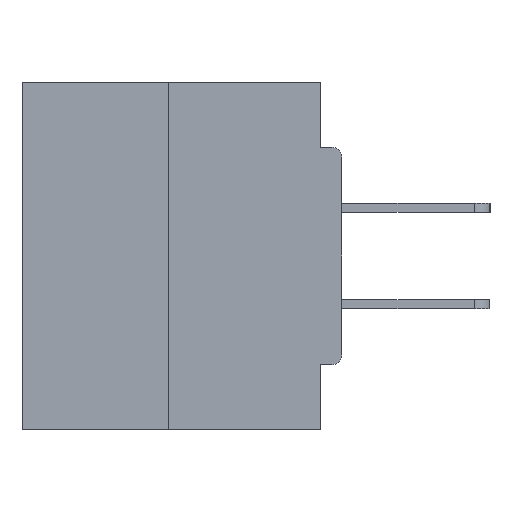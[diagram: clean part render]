
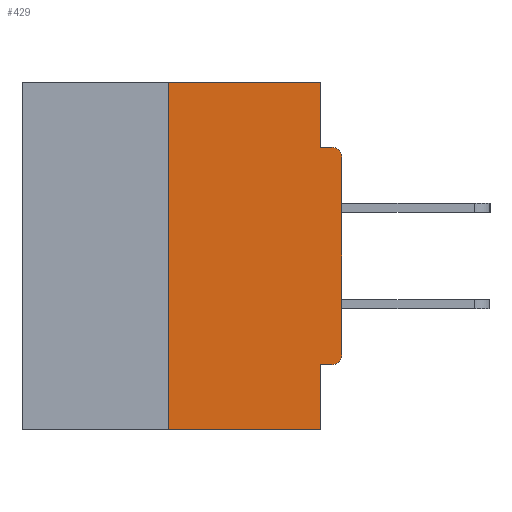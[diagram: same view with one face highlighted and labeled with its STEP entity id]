
A CAD part, left-side view. The second image highlights one B-rep face of the part: STEP entity #429.
In plain terms, the highlighted planar face has unit normal (-1, 0, 0).
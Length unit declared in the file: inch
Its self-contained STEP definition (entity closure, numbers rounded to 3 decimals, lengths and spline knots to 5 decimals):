
#46 = VERTEX_POINT ( 'NONE', #19997 ) ;
#429 = ADVANCED_FACE ( 'NONE', ( #3316 ), #28945, .F. ) ;
#609 = EDGE_CURVE ( 'NONE', #28853, #17754, #5739, .T. ) ;
#923 = CARTESIAN_POINT ( 'NONE',  ( 0., 0.015, -0.0935 ) ) ;
#1337 = DIRECTION ( 'NONE',  ( 0., -1., 0. ) ) ;
#1462 = LINE ( 'NONE', #25622, #12367 ) ;
#1468 = AXIS2_PLACEMENT_3D ( 'NONE', #21536, #11125, #18655 ) ;
#1651 = ORIENTED_EDGE ( 'NONE', *, *, #7396, .F. ) ;
#2464 = LINE ( 'NONE', #22652, #7325 ) ;
#2509 = DIRECTION ( 'NONE',  ( 0., 0., -1. ) ) ;
#3316 = FACE_OUTER_BOUND ( 'NONE', #12983, .T. ) ;
#3927 = DIRECTION ( 'NONE',  ( -1., 0., 0. ) ) ;
#4374 = AXIS2_PLACEMENT_3D ( 'NONE', #17743, #28147, #22632 ) ;
#5224 = ORIENTED_EDGE ( 'NONE', *, *, #12465, .F. ) ;
#5739 = LINE ( 'NONE', #29401, #28585 ) ;
#6694 = VECTOR ( 'NONE', #7781, 39.37008 ) ;
#7325 = VECTOR ( 'NONE', #25242, 39.37008 ) ;
#7396 = EDGE_CURVE ( 'NONE', #12391, #17754, #23521, .T. ) ;
#7418 = VERTEX_POINT ( 'NONE', #11756 ) ;
#7781 = DIRECTION ( 'NONE',  ( 0., -1., 0. ) ) ;
#7863 = EDGE_CURVE ( 'NONE', #28853, #7418, #29523, .T. ) ;
#8208 = AXIS2_PLACEMENT_3D ( 'NONE', #24296, #3927, #19056 ) ;
#8503 = DIRECTION ( 'NONE',  ( 0., 0., -1. ) ) ;
#8675 = VECTOR ( 'NONE', #9651, 39.37008 ) ;
#9651 = DIRECTION ( 'NONE',  ( 0., 0., 1. ) ) ;
#10035 = CARTESIAN_POINT ( 'NONE',  ( 0., 0., -0.1085 ) ) ;
#10862 = ORIENTED_EDGE ( 'NONE', *, *, #20372, .F. ) ;
#10956 = ORIENTED_EDGE ( 'NONE', *, *, #16857, .T. ) ;
#11125 = DIRECTION ( 'NONE',  ( 1., 0., 0. ) ) ;
#11367 = ORIENTED_EDGE ( 'NONE', *, *, #7863, .F. ) ;
#11756 = CARTESIAN_POINT ( 'NONE',  ( 0., 0.25, 0. ) ) ;
#11781 = CIRCLE ( 'NONE', #8208, 0.015 ) ;
#12367 = VECTOR ( 'NONE', #18126, 39.37008 ) ;
#12391 = VERTEX_POINT ( 'NONE', #22570 ) ;
#12465 = EDGE_CURVE ( 'NONE', #18416, #14039, #1462, .T. ) ;
#12983 = EDGE_LOOP ( 'NONE', ( #21508, #11367, #15343, #1651, #10862, #27726, #10956, #29883, #5224, #14369 ) ) ;
#14039 = VERTEX_POINT ( 'NONE', #923 ) ;
#14369 = ORIENTED_EDGE ( 'NONE', *, *, #25042, .F. ) ;
#14434 = CARTESIAN_POINT ( 'NONE',  ( 0., 0.46, 0. ) ) ;
#14708 = LINE ( 'NONE', #14434, #6694 ) ;
#15343 = ORIENTED_EDGE ( 'NONE', *, *, #609, .T. ) ;
#15778 = VECTOR ( 'NONE', #2509, 39.37008 ) ;
#16102 = EDGE_CURVE ( 'NONE', #17800, #33145, #24770, .T. ) ;
#16414 = CARTESIAN_POINT ( 'NONE',  ( 0., 0.015, -0.4065 ) ) ;
#16857 = EDGE_CURVE ( 'NONE', #33145, #29484, #32792, .T. ) ;
#17743 = CARTESIAN_POINT ( 'NONE',  ( 0., 0.015, -0.3915 ) ) ;
#17754 = VERTEX_POINT ( 'NONE', #28948 ) ;
#17800 = VERTEX_POINT ( 'NONE', #16414 ) ;
#17853 = DIRECTION ( 'NONE',  ( 0., 0., 1. ) ) ;
#17963 = CARTESIAN_POINT ( 'NONE',  ( 0., 0., 0. ) ) ;
#18126 = DIRECTION ( 'NONE',  ( 0., -1., 0. ) ) ;
#18332 = VECTOR ( 'NONE', #17853, 39.37008 ) ;
#18416 = VERTEX_POINT ( 'NONE', #24364 ) ;
#18655 = DIRECTION ( 'NONE',  ( 0., 0., -1. ) ) ;
#19056 = DIRECTION ( 'NONE',  ( 0., 0., -1. ) ) ;
#19997 = CARTESIAN_POINT ( 'NONE',  ( 0., 0.031, 0. ) ) ;
#20372 = EDGE_CURVE ( 'NONE', #17800, #12391, #2464, .T. ) ;
#21508 = ORIENTED_EDGE ( 'NONE', *, *, #27660, .F. ) ;
#21536 = CARTESIAN_POINT ( 'NONE',  ( 0., 0.46, 0. ) ) ;
#22290 = CARTESIAN_POINT ( 'NONE',  ( 0., 0.25, 0. ) ) ;
#22570 = CARTESIAN_POINT ( 'NONE',  ( 0., 0.031, -0.4065 ) ) ;
#22632 = DIRECTION ( 'NONE',  ( 0., 0., -1. ) ) ;
#22652 = CARTESIAN_POINT ( 'NONE',  ( 0., 0., -0.4065 ) ) ;
#23521 = LINE ( 'NONE', #29128, #33174 ) ;
#24296 = CARTESIAN_POINT ( 'NONE',  ( 0., 0.015, -0.1085 ) ) ;
#24364 = CARTESIAN_POINT ( 'NONE',  ( 0., 0.031, -0.0935 ) ) ;
#24770 = CIRCLE ( 'NONE', #4374, 0.015 ) ;
#24784 = EDGE_CURVE ( 'NONE', #29484, #14039, #11781, .T. ) ;
#25042 = EDGE_CURVE ( 'NONE', #46, #18416, #31014, .T. ) ;
#25242 = DIRECTION ( 'NONE',  ( 0., 1., 0. ) ) ;
#25622 = CARTESIAN_POINT ( 'NONE',  ( 0., 0., -0.0935 ) ) ;
#27660 = EDGE_CURVE ( 'NONE', #7418, #46, #14708, .T. ) ;
#27726 = ORIENTED_EDGE ( 'NONE', *, *, #16102, .T. ) ;
#28147 = DIRECTION ( 'NONE',  ( -1., 0., 0. ) ) ;
#28585 = VECTOR ( 'NONE', #1337, 39.37008 ) ;
#28853 = VERTEX_POINT ( 'NONE', #30496 ) ;
#28945 = PLANE ( 'NONE',  #1468 ) ;
#28948 = CARTESIAN_POINT ( 'NONE',  ( 0., 0.031, -0.5 ) ) ;
#29128 = CARTESIAN_POINT ( 'NONE',  ( 0., 0.031, -0.5 ) ) ;
#29401 = CARTESIAN_POINT ( 'NONE',  ( 0., 0.46, -0.5 ) ) ;
#29484 = VERTEX_POINT ( 'NONE', #10035 ) ;
#29523 = LINE ( 'NONE', #22290, #8675 ) ;
#29883 = ORIENTED_EDGE ( 'NONE', *, *, #24784, .T. ) ;
#30496 = CARTESIAN_POINT ( 'NONE',  ( 0., 0.25, -0.5 ) ) ;
#30785 = CARTESIAN_POINT ( 'NONE',  ( 0., 0., -0.3915 ) ) ;
#30801 = CARTESIAN_POINT ( 'NONE',  ( 0., 0.031, 0. ) ) ;
#31014 = LINE ( 'NONE', #30801, #15778 ) ;
#32792 = LINE ( 'NONE', #17963, #18332 ) ;
#33145 = VERTEX_POINT ( 'NONE', #30785 ) ;
#33174 = VECTOR ( 'NONE', #8503, 39.37008 ) ;
